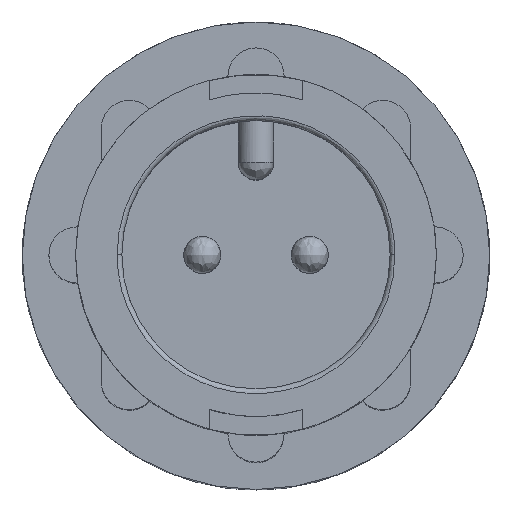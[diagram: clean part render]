
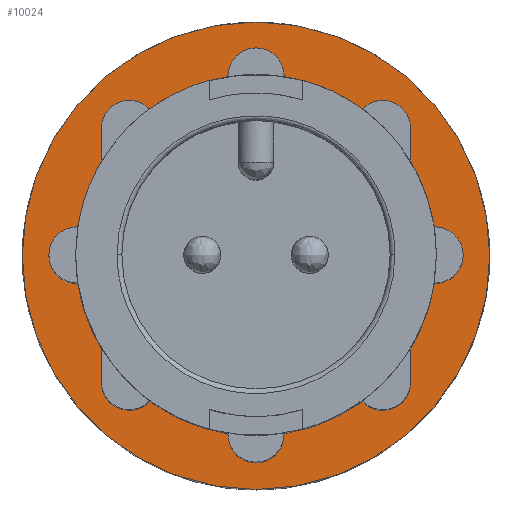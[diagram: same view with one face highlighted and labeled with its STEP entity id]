
A CAD part, top view. The second image highlights one B-rep face of the part: STEP entity #10024.
In plain terms, the highlighted planar face has unit normal (0, 0, 1).
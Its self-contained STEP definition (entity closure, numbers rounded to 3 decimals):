
#425 = CARTESIAN_POINT ( 'NONE',  ( 0., 0., 7.061 ) ) ;
#462 = DIRECTION ( 'NONE',  ( 0., 0., -1. ) ) ;
#463 = DIRECTION ( 'NONE',  ( 0., -1., 0. ) ) ;
#1657 = CARTESIAN_POINT ( 'NONE',  ( 4.331, 0., 7.061 ) ) ;
#2041 = CARTESIAN_POINT ( 'NONE',  ( -4.331, 0., 7.061 ) ) ;
#2321 = ORIENTED_EDGE ( 'NONE', *, *, #9741, .F. ) ;
#2342 = ORIENTED_EDGE ( 'NONE', *, *, #9760, .T. ) ;
#2663 = ORIENTED_EDGE ( 'NONE', *, *, #9662, .T. ) ;
#2703 = ORIENTED_EDGE ( 'NONE', *, *, #9723, .F. ) ;
#2778 = CARTESIAN_POINT ( 'NONE',  ( 0., -6.35, 7.061 ) ) ;
#2810 = CARTESIAN_POINT ( 'NONE',  ( 0., 6.35, 7.061 ) ) ;
#2837 = VERTEX_POINT ( 'NONE', #2041 ) ;
#2939 = VERTEX_POINT ( 'NONE', #1657 ) ;
#2979 = VERTEX_POINT ( 'NONE', #2810 ) ;
#2995 = VERTEX_POINT ( 'NONE', #2778 ) ;
#3193 = EDGE_LOOP ( 'NONE', ( #2663, #2342 ) ) ;
#3213 = EDGE_LOOP ( 'NONE', ( #2703, #2321 ) ) ;
#5334 = PLANE ( 'NONE',  #9446 ) ;
#5342 = CARTESIAN_POINT ( 'NONE',  ( 0., -4.382, 7.061 ) ) ;
#5344 = DIRECTION ( 'NONE',  ( 0., 0., 1. ) ) ;
#5346 = DIRECTION ( 'NONE',  ( 0., -1., 0. ) ) ;
#9187 = AXIS2_PLACEMENT_3D ( 'NONE', #425, #462, #463 ) ;
#9281 = AXIS2_PLACEMENT_3D ( 'NONE', #10447, #10448, #10449 ) ;
#9372 = AXIS2_PLACEMENT_3D ( 'NONE', #10337, #10341, #10342 ) ;
#9437 = AXIS2_PLACEMENT_3D ( 'NONE', #10992, #10983, #10985 ) ;
#9446 = AXIS2_PLACEMENT_3D ( 'NONE', #5342, #5344, #5346 ) ;
#9447 = FACE_OUTER_BOUND ( 'NONE', #3213, .T. ) ;
#9452 = FACE_BOUND ( 'NONE', #3193, .T. ) ;
#9652 = CIRCLE ( 'NONE', #9187, 6.35 ) ;
#9662 = EDGE_CURVE ( 'NONE', #2837, #2939, #10132, .T. ) ;
#9671 = CIRCLE ( 'NONE', #9281, 4.331 ) ;
#9723 = EDGE_CURVE ( 'NONE', #2995, #2979, #9652, .T. ) ;
#9741 = EDGE_CURVE ( 'NONE', #2979, #2995, #9816, .T. ) ;
#9760 = EDGE_CURVE ( 'NONE', #2939, #2837, #9671, .T. ) ;
#9816 = CIRCLE ( 'NONE', #9372, 6.35 ) ;
#10024 = ADVANCED_FACE ( 'NONE', ( #9452, #9447 ), #5334, .T. ) ;
#10132 = CIRCLE ( 'NONE', #9437, 4.331 ) ;
#10337 = CARTESIAN_POINT ( 'NONE',  ( 0., 0., 7.061 ) ) ;
#10341 = DIRECTION ( 'NONE',  ( 0., 0., -1. ) ) ;
#10342 = DIRECTION ( 'NONE',  ( 0., -1., 0. ) ) ;
#10447 = CARTESIAN_POINT ( 'NONE',  ( 0., 0., 7.061 ) ) ;
#10448 = DIRECTION ( 'NONE',  ( 0., 0., -1. ) ) ;
#10449 = DIRECTION ( 'NONE',  ( -1., 0., 0. ) ) ;
#10983 = DIRECTION ( 'NONE',  ( 0., 0., -1. ) ) ;
#10985 = DIRECTION ( 'NONE',  ( -1., 0., 0. ) ) ;
#10992 = CARTESIAN_POINT ( 'NONE',  ( 0., 0., 7.061 ) ) ;
